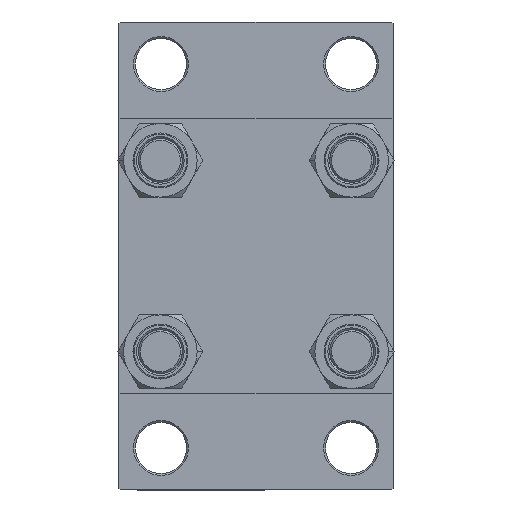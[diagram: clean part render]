
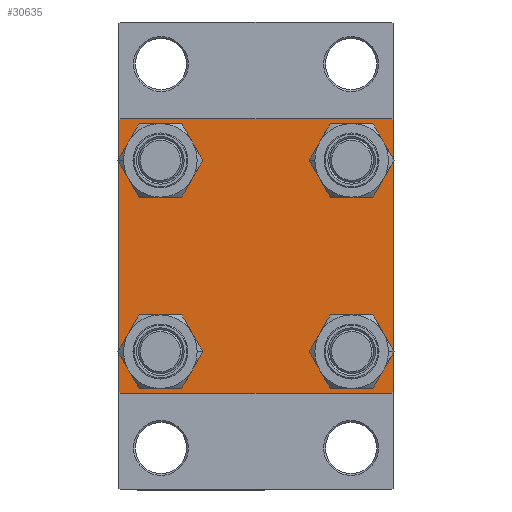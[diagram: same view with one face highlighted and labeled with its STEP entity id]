
A CAD part, left-side view. The second image highlights one B-rep face of the part: STEP entity #30635.
In plain terms, the highlighted planar face has unit normal (-1, 0, 0).
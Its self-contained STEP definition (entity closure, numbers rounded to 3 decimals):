
#5 = EDGE_CURVE ( 'NONE', #23643, #45110, #18701, .T. ) ;
#185 = VERTEX_POINT ( 'NONE', #21539 ) ;
#469 = VERTEX_POINT ( 'NONE', #13798 ) ;
#1449 = LINE ( 'NONE', #16919, #24958 ) ;
#1936 = VERTEX_POINT ( 'NONE', #40916 ) ;
#2206 = DIRECTION ( 'NONE',  ( 0., 0., 1. ) ) ;
#2997 = VERTEX_POINT ( 'NONE', #21265 ) ;
#3177 = VERTEX_POINT ( 'NONE', #3485 ) ;
#3391 = CARTESIAN_POINT ( 'NONE',  ( 0., -37.25, 37.25 ) ) ;
#3485 = CARTESIAN_POINT ( 'NONE',  ( 0., 37.5, -37. ) ) ;
#4224 = EDGE_LOOP ( 'NONE', ( #31638, #28919 ) ) ;
#4448 = CARTESIAN_POINT ( 'NONE',  ( 0., 37.25, 37.25 ) ) ;
#4751 = CARTESIAN_POINT ( 'NONE',  ( 0., 0., 0. ) ) ;
#4932 = DIRECTION ( 'NONE',  ( 0., 0.707, -0.707 ) ) ;
#5501 = EDGE_CURVE ( 'NONE', #38243, #1936, #43506, .T. ) ;
#5907 = AXIS2_PLACEMENT_3D ( 'NONE', #37996, #33925, #14860 ) ;
#6317 = EDGE_CURVE ( 'NONE', #45110, #23643, #46488, .T. ) ;
#6458 = ORIENTED_EDGE ( 'NONE', *, *, #5501, .T. ) ;
#7989 = CARTESIAN_POINT ( 'NONE',  ( 0., 37.25, -37.25 ) ) ;
#8319 = ORIENTED_EDGE ( 'NONE', *, *, #34008, .T. ) ;
#8481 = AXIS2_PLACEMENT_3D ( 'NONE', #31131, #15376, #42804 ) ;
#8568 = FACE_OUTER_BOUND ( 'NONE', #17178, .T. ) ;
#8682 = DIRECTION ( 'NONE',  ( 1., 0., 0. ) ) ;
#8934 = CARTESIAN_POINT ( 'NONE',  ( 0., -37.5, 37. ) ) ;
#9194 = EDGE_CURVE ( 'NONE', #12321, #1936, #38300, .T. ) ;
#10571 = DIRECTION ( 'NONE',  ( 0., 0., 1. ) ) ;
#11522 = EDGE_CURVE ( 'NONE', #12321, #469, #20042, .T. ) ;
#11544 = DIRECTION ( 'NONE',  ( 0., -1., 0. ) ) ;
#11853 = AXIS2_PLACEMENT_3D ( 'NONE', #34003, #25874, #33500 ) ;
#12321 = VERTEX_POINT ( 'NONE', #8934 ) ;
#12837 = CARTESIAN_POINT ( 'NONE',  ( 0., -26.15, -19.65 ) ) ;
#13131 = ORIENTED_EDGE ( 'NONE', *, *, #23921, .T. ) ;
#13297 = CIRCLE ( 'NONE', #44921, 6.5 ) ;
#13596 = LINE ( 'NONE', #7989, #37172 ) ;
#13798 = CARTESIAN_POINT ( 'NONE',  ( 0., -37., 37.5 ) ) ;
#14067 = CARTESIAN_POINT ( 'NONE',  ( 0., -26.15, -32.65 ) ) ;
#14860 = DIRECTION ( 'NONE',  ( 0., 0., 1. ) ) ;
#14906 = CARTESIAN_POINT ( 'NONE',  ( 0., -37.25, -37.25 ) ) ;
#15277 = CARTESIAN_POINT ( 'NONE',  ( 0., -26.15, 32.65 ) ) ;
#15376 = DIRECTION ( 'NONE',  ( 1., 0., 0. ) ) ;
#15439 = FACE_BOUND ( 'NONE', #20518, .T. ) ;
#15802 = CARTESIAN_POINT ( 'NONE',  ( 0., 26.15, -26.15 ) ) ;
#16413 = ORIENTED_EDGE ( 'NONE', *, *, #25551, .T. ) ;
#16743 = CARTESIAN_POINT ( 'NONE',  ( 0., 26.15, -32.65 ) ) ;
#16919 = CARTESIAN_POINT ( 'NONE',  ( 0., 37.5, 37.5 ) ) ;
#17178 = EDGE_LOOP ( 'NONE', ( #23925, #8319, #34440, #6458, #21517, #31393, #20411, #31919 ) ) ;
#17681 = CARTESIAN_POINT ( 'NONE',  ( 0., -26.15, 26.15 ) ) ;
#18325 = VERTEX_POINT ( 'NONE', #41994 ) ;
#18701 = CIRCLE ( 'NONE', #30867, 6.5 ) ;
#20042 = LINE ( 'NONE', #3391, #27905 ) ;
#20218 = EDGE_CURVE ( 'NONE', #2997, #40134, #21354, .T. ) ;
#20411 = ORIENTED_EDGE ( 'NONE', *, *, #37230, .F. ) ;
#20518 = EDGE_LOOP ( 'NONE', ( #23808, #27591 ) ) ;
#20988 = DIRECTION ( 'NONE',  ( 0., -1., 0. ) ) ;
#21181 = CARTESIAN_POINT ( 'NONE',  ( 0., -37., -37.5 ) ) ;
#21265 = CARTESIAN_POINT ( 'NONE',  ( 0., -26.15, 19.65 ) ) ;
#21354 = CIRCLE ( 'NONE', #36778, 6.5 ) ;
#21517 = ORIENTED_EDGE ( 'NONE', *, *, #9194, .F. ) ;
#21539 = CARTESIAN_POINT ( 'NONE',  ( 0., 37., -37.5 ) ) ;
#22104 = DIRECTION ( 'NONE',  ( 0., 0., 1. ) ) ;
#22809 = FACE_BOUND ( 'NONE', #4224, .T. ) ;
#23314 = DIRECTION ( 'NONE',  ( 0., 0., -1. ) ) ;
#23643 = VERTEX_POINT ( 'NONE', #12837 ) ;
#23808 = ORIENTED_EDGE ( 'NONE', *, *, #5, .T. ) ;
#23921 = EDGE_CURVE ( 'NONE', #49646, #27949, #48120, .T. ) ;
#23925 = ORIENTED_EDGE ( 'NONE', *, *, #42167, .T. ) ;
#24094 = DIRECTION ( 'NONE',  ( 0., 0.707, 0.707 ) ) ;
#24678 = CIRCLE ( 'NONE', #8481, 6.5 ) ;
#24958 = VECTOR ( 'NONE', #20988, 1000. ) ;
#25053 = CARTESIAN_POINT ( 'NONE',  ( 0., -26.15, 26.15 ) ) ;
#25551 = EDGE_CURVE ( 'NONE', #27949, #49646, #13297, .T. ) ;
#25874 = DIRECTION ( 'NONE',  ( 1., 0., 0. ) ) ;
#26067 = EDGE_CURVE ( 'NONE', #45988, #43574, #24678, .T. ) ;
#26322 = DIRECTION ( 'NONE',  ( 1., 0., 0. ) ) ;
#26388 = LINE ( 'NONE', #34006, #30848 ) ;
#26615 = CIRCLE ( 'NONE', #34707, 6.5 ) ;
#27591 = ORIENTED_EDGE ( 'NONE', *, *, #6317, .T. ) ;
#27905 = VECTOR ( 'NONE', #24094, 1000. ) ;
#27949 = VERTEX_POINT ( 'NONE', #16743 ) ;
#28867 = CARTESIAN_POINT ( 'NONE',  ( 0., 26.15, -19.65 ) ) ;
#28919 = ORIENTED_EDGE ( 'NONE', *, *, #20218, .T. ) ;
#29155 = DIRECTION ( 'NONE',  ( 1., 0., 0. ) ) ;
#29486 = DIRECTION ( 'NONE',  ( 0., 0., -1. ) ) ;
#30341 = ORIENTED_EDGE ( 'NONE', *, *, #30503, .T. ) ;
#30345 = CARTESIAN_POINT ( 'NONE',  ( 0., 26.15, 32.65 ) ) ;
#30499 = DIRECTION ( 'NONE',  ( 1., 0., 0. ) ) ;
#30503 = EDGE_CURVE ( 'NONE', #43574, #45988, #41085, .T. ) ;
#30635 = ADVANCED_FACE ( 'NONE', ( #22809, #15439, #38324, #30946, #8568 ), #31683, .T. ) ;
#30848 = VECTOR ( 'NONE', #23314, 1000. ) ;
#30853 = LINE ( 'NONE', #46345, #45978 ) ;
#30867 = AXIS2_PLACEMENT_3D ( 'NONE', #45469, #30499, #22104 ) ;
#30946 = FACE_BOUND ( 'NONE', #41078, .T. ) ;
#31126 = EDGE_CURVE ( 'NONE', #18325, #35565, #35192, .T. ) ;
#31131 = CARTESIAN_POINT ( 'NONE',  ( 0., 26.15, 26.15 ) ) ;
#31334 = AXIS2_PLACEMENT_3D ( 'NONE', #4751, #35983, #40058 ) ;
#31393 = ORIENTED_EDGE ( 'NONE', *, *, #11522, .T. ) ;
#31638 = ORIENTED_EDGE ( 'NONE', *, *, #37284, .T. ) ;
#31670 = ORIENTED_EDGE ( 'NONE', *, *, #26067, .T. ) ;
#31683 = PLANE ( 'NONE',  #31334 ) ;
#31919 = ORIENTED_EDGE ( 'NONE', *, *, #31126, .T. ) ;
#33500 = DIRECTION ( 'NONE',  ( 0., 0., 1. ) ) ;
#33925 = DIRECTION ( 'NONE',  ( 1., 0., 0. ) ) ;
#34003 = CARTESIAN_POINT ( 'NONE',  ( 0., 26.15, 26.15 ) ) ;
#34006 = CARTESIAN_POINT ( 'NONE',  ( 0., 37.5, 37.5 ) ) ;
#34008 = EDGE_CURVE ( 'NONE', #3177, #185, #13596, .T. ) ;
#34135 = EDGE_CURVE ( 'NONE', #185, #38243, #30853, .T. ) ;
#34440 = ORIENTED_EDGE ( 'NONE', *, *, #34135, .T. ) ;
#34707 = AXIS2_PLACEMENT_3D ( 'NONE', #17681, #26322, #10571 ) ;
#35192 = LINE ( 'NONE', #4448, #36215 ) ;
#35565 = VERTEX_POINT ( 'NONE', #45232 ) ;
#35983 = DIRECTION ( 'NONE',  ( -1., 0., 0. ) ) ;
#36133 = CARTESIAN_POINT ( 'NONE',  ( 0., 26.15, 19.65 ) ) ;
#36215 = VECTOR ( 'NONE', #4932, 1000. ) ;
#36778 = AXIS2_PLACEMENT_3D ( 'NONE', #25053, #37258, #2206 ) ;
#36882 = VECTOR ( 'NONE', #29486, 1000. ) ;
#37172 = VECTOR ( 'NONE', #49926, 1000. ) ;
#37230 = EDGE_CURVE ( 'NONE', #18325, #469, #1449, .T. ) ;
#37258 = DIRECTION ( 'NONE',  ( 1., 0., 0. ) ) ;
#37284 = EDGE_CURVE ( 'NONE', #40134, #2997, #26615, .T. ) ;
#37996 = CARTESIAN_POINT ( 'NONE',  ( 0., 26.15, -26.15 ) ) ;
#38243 = VERTEX_POINT ( 'NONE', #21181 ) ;
#38300 = LINE ( 'NONE', #48791, #36882 ) ;
#38324 = FACE_BOUND ( 'NONE', #41585, .T. ) ;
#39208 = DIRECTION ( 'NONE',  ( 0., -0.707, 0.707 ) ) ;
#40058 = DIRECTION ( 'NONE',  ( 0., 0., 1. ) ) ;
#40134 = VERTEX_POINT ( 'NONE', #15277 ) ;
#40916 = CARTESIAN_POINT ( 'NONE',  ( 0., -37.5, -37. ) ) ;
#41078 = EDGE_LOOP ( 'NONE', ( #30341, #31670 ) ) ;
#41085 = CIRCLE ( 'NONE', #11853, 6.5 ) ;
#41585 = EDGE_LOOP ( 'NONE', ( #13131, #16413 ) ) ;
#41852 = DIRECTION ( 'NONE',  ( 0., 0., 1. ) ) ;
#41994 = CARTESIAN_POINT ( 'NONE',  ( 0., 37., 37.5 ) ) ;
#42167 = EDGE_CURVE ( 'NONE', #35565, #3177, #26388, .T. ) ;
#42428 = VECTOR ( 'NONE', #39208, 1000. ) ;
#42804 = DIRECTION ( 'NONE',  ( 0., 0., 1. ) ) ;
#43506 = LINE ( 'NONE', #14906, #42428 ) ;
#43574 = VERTEX_POINT ( 'NONE', #30345 ) ;
#44921 = AXIS2_PLACEMENT_3D ( 'NONE', #15802, #8682, #46798 ) ;
#45110 = VERTEX_POINT ( 'NONE', #14067 ) ;
#45232 = CARTESIAN_POINT ( 'NONE',  ( 0., 37.5, 37. ) ) ;
#45469 = CARTESIAN_POINT ( 'NONE',  ( 0., -26.15, -26.15 ) ) ;
#45684 = AXIS2_PLACEMENT_3D ( 'NONE', #48714, #29155, #41852 ) ;
#45978 = VECTOR ( 'NONE', #11544, 1000. ) ;
#45988 = VERTEX_POINT ( 'NONE', #36133 ) ;
#46345 = CARTESIAN_POINT ( 'NONE',  ( 0., 37.5, -37.5 ) ) ;
#46488 = CIRCLE ( 'NONE', #45684, 6.5 ) ;
#46798 = DIRECTION ( 'NONE',  ( 0., 0., 1. ) ) ;
#48120 = CIRCLE ( 'NONE', #5907, 6.5 ) ;
#48714 = CARTESIAN_POINT ( 'NONE',  ( 0., -26.15, -26.15 ) ) ;
#48791 = CARTESIAN_POINT ( 'NONE',  ( 0., -37.5, 37.5 ) ) ;
#49646 = VERTEX_POINT ( 'NONE', #28867 ) ;
#49926 = DIRECTION ( 'NONE',  ( 0., -0.707, -0.707 ) ) ;
